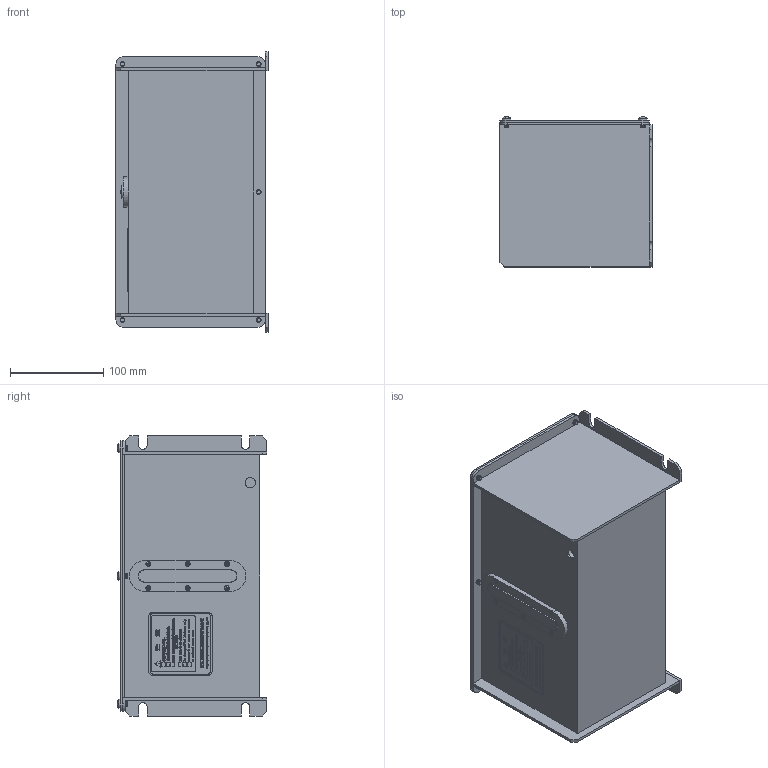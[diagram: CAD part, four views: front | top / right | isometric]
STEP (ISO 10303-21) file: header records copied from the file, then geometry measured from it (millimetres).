
FILE_DESCRIPTION (( 'STEP AP214' ), '1' );
FILE_NAME ('30B(3L).STEP', '2025-07-09T04:39:59', ( '' ), ( '' ), 'SwSTEP 2.0', 'SolidWorks 2018', '' );
FILE_SCHEMA (( 'AUTOMOTIVE_DESIGN' ));
Length unit declared in the file: millimetre
Products named in the file (1): 30B(3L)
Bounding box: 163 x 160.63 x 300 mm (x, y, z)
Surface area: 402540.2 mm2 (no closed solid volume)
Topology: 0 solids, 339 shells, 1178 faces, 11403 edges, 10526 vertices
Faces by surface type: plane 807, cylinder 231, cone 86, sphere 24, bspline 18, torus 12
Entity records: 151024 total; most frequent: CARTESIAN_POINT 67002, ORIENTED_EDGE 12924, EDGE_CURVE 11403, DIRECTION 10572, VERTEX_POINT 10526, LINE 5724, VECTOR 5724, B_SPLINE_CURVE_WITH_KNOTS 4401
